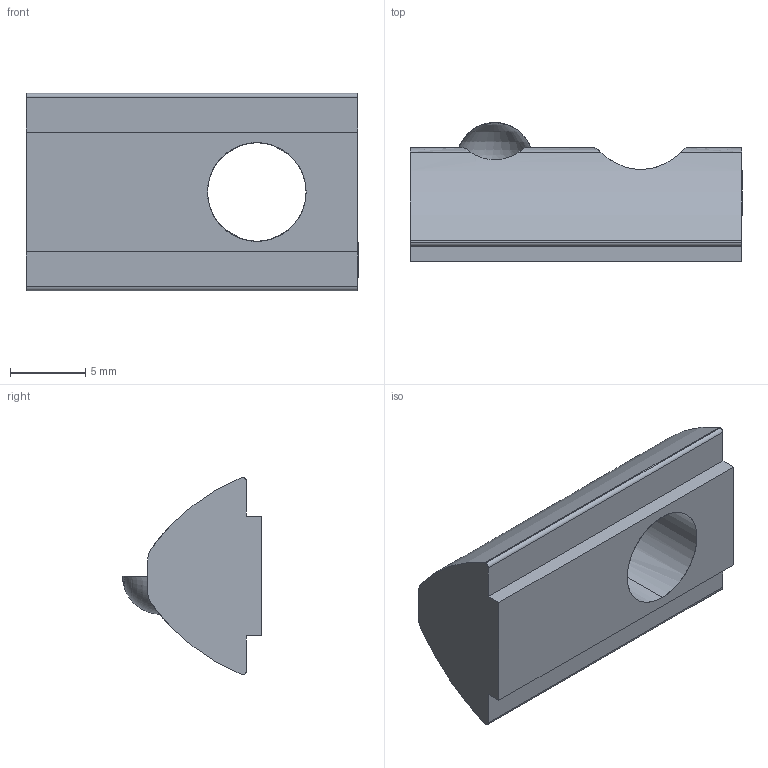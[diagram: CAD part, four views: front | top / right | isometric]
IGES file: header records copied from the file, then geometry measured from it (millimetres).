
Start section: SolidWorks IGES file using analytic representation for surfaces
Global section: file name: REVDELTA_FST-TNUT-15-0.312-18-00003 (100247); FASTENER; T-NUT; 15 SERIES; DROP-IN; W BALL SPRING; 0.3125-18;FST-TNUT-15-0.312-18-00003-100247.IGS; native system: SolidWorks 2019; preprocessor: SolidWorks 2019; author: Andrew; date: 250929.200759; units: inch
Bounding box: 22 x 9.21 x 13.08 mm (x, y, z)
Surface area: 984.9 mm2 (no closed solid volume)
Topology: 0 solids, 0 shells, 25 faces, 277 edges, 276 vertices
Faces by surface type: revolution 15, bspline 10
